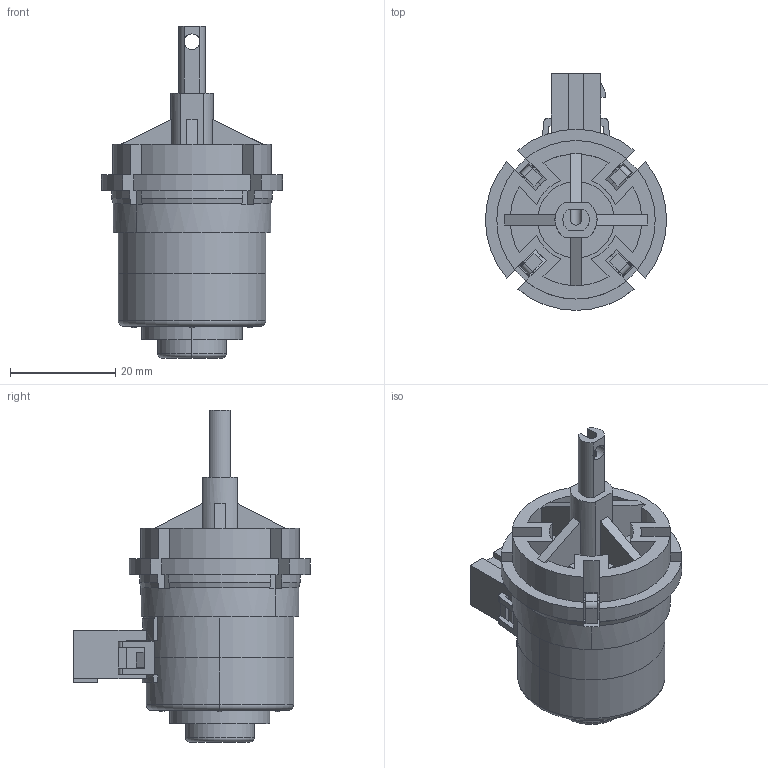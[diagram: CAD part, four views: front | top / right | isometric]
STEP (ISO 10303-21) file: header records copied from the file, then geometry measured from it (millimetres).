
FILE_DESCRIPTION (( 'STEP AP203' ), '1' );
FILE_NAME ('28LN024L8-15002.STEP', '2017-11-21T03:00:53', ( '' ), ( '' ), 'SwSTEP 2.0', 'SolidWorks 2012', '' );
FILE_SCHEMA (( 'CONFIG_CONTROL_DESIGN' ));
Length unit declared in the file: millimetre
Products named in the file (1): 28LN024L8-15002
Bounding box: 34.4 x 45 x 63.05 mm (x, y, z)
Surface area: 9708.5 mm2 (no closed solid volume)
Topology: 0 solids, 17 shells, 290 faces, 1022 edges, 740 vertices
Faces by surface type: plane 180, cylinder 78, bspline 16, sphere 8, torus 4, cone 4
Entity records: 11231 total; most frequent: CARTESIAN_POINT 2377, DIRECTION 1788, ORIENTED_EDGE 1724, EDGE_CURVE 1022, VERTEX_POINT 740, VECTOR 734, LINE 734, AXIS2_PLACEMENT_3D 527
